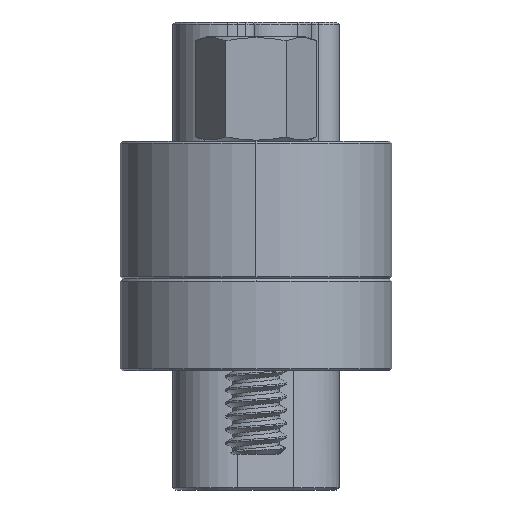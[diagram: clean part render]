
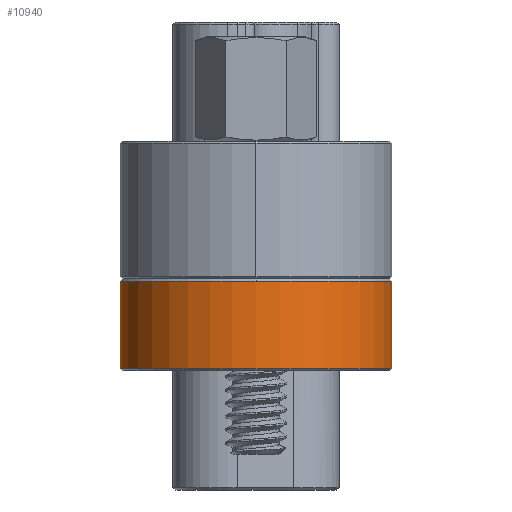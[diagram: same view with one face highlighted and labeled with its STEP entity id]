
A CAD part, left-side view. The second image highlights one B-rep face of the part: STEP entity #10940.
In plain terms, the highlighted cylindrical face has radius 6.5 mm (diameter 13 mm), a partial arc.
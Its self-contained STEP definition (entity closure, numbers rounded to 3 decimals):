
#1017 = CARTESIAN_POINT ( 'NONE',  ( -9.1, 0., -0.1 ) ) ;
#2674 = VERTEX_POINT ( 'NONE', #5809 ) ;
#3227 = DIRECTION ( 'NONE',  ( 0., 0., -1. ) ) ;
#4202 = ORIENTED_EDGE ( 'NONE', *, *, #16698, .T. ) ;
#5161 = DIRECTION ( 'NONE',  ( 1., 0., 0. ) ) ;
#5284 = CARTESIAN_POINT ( 'NONE',  ( -9.1, 0., -0.1 ) ) ;
#5677 = CARTESIAN_POINT ( 'NONE',  ( -9.1, 0., -4.3 ) ) ;
#5809 = CARTESIAN_POINT ( 'NONE',  ( -9.1, 6.5, -0.1 ) ) ;
#6608 = EDGE_CURVE ( 'NONE', #16052, #2674, #9589, .T. ) ;
#8282 = DIRECTION ( 'NONE',  ( 1., 0., 0. ) ) ;
#9589 = LINE ( 'NONE', #18032, #15315 ) ;
#9836 = DIRECTION ( 'NONE',  ( 1., 0., 0. ) ) ;
#10220 = DIRECTION ( 'NONE',  ( 0., 0., 1. ) ) ;
#10432 = DIRECTION ( 'NONE',  ( 1., 0., 0. ) ) ;
#10940 = ADVANCED_FACE ( 'NONE', ( #27135 ), #14313, .T. ) ;
#11278 = ORIENTED_EDGE ( 'NONE', *, *, #25002, .T. ) ;
#11301 = AXIS2_PLACEMENT_3D ( 'NONE', #1017, #19932, #5161 ) ;
#12230 = CARTESIAN_POINT ( 'NONE',  ( -9.1, 0., -4.4 ) ) ;
#12507 = ORIENTED_EDGE ( 'NONE', *, *, #6608, .F. ) ;
#12922 = CARTESIAN_POINT ( 'NONE',  ( -9.1, -6.5, -4.3 ) ) ;
#13642 = CARTESIAN_POINT ( 'NONE',  ( -9.1, -6.5, -4.4 ) ) ;
#13821 = CIRCLE ( 'NONE', #27057, 6.5 ) ;
#13857 = CARTESIAN_POINT ( 'NONE',  ( -9.1, -6.5, -0.1 ) ) ;
#14313 = CYLINDRICAL_SURFACE ( 'NONE', #18510, 6.5 ) ;
#15315 = VECTOR ( 'NONE', #26709, 1000. ) ;
#16052 = VERTEX_POINT ( 'NONE', #24931 ) ;
#16698 = EDGE_CURVE ( 'NONE', #24939, #18444, #13821, .T. ) ;
#17937 = CIRCLE ( 'NONE', #20122, 6.5 ) ;
#18032 = CARTESIAN_POINT ( 'NONE',  ( -9.1, 6.5, -4.4 ) ) ;
#18040 = VERTEX_POINT ( 'NONE', #12922 ) ;
#18188 = VECTOR ( 'NONE', #22062, 1000. ) ;
#18444 = VERTEX_POINT ( 'NONE', #25618 ) ;
#18510 = AXIS2_PLACEMENT_3D ( 'NONE', #12230, #20666, #10432 ) ;
#19932 = DIRECTION ( 'NONE',  ( 0., 0., -1. ) ) ;
#20049 = EDGE_CURVE ( 'NONE', #18444, #2674, #24531, .T. ) ;
#20122 = AXIS2_PLACEMENT_3D ( 'NONE', #5677, #10220, #8282 ) ;
#20666 = DIRECTION ( 'NONE',  ( 0., 0., 1. ) ) ;
#22062 = DIRECTION ( 'NONE',  ( 0., 0., 1. ) ) ;
#22072 = EDGE_CURVE ( 'NONE', #16052, #18040, #17937, .T. ) ;
#22382 = ORIENTED_EDGE ( 'NONE', *, *, #20049, .T. ) ;
#24001 = ORIENTED_EDGE ( 'NONE', *, *, #22072, .T. ) ;
#24531 = CIRCLE ( 'NONE', #11301, 6.5 ) ;
#24931 = CARTESIAN_POINT ( 'NONE',  ( -9.1, 6.5, -4.3 ) ) ;
#24939 = VERTEX_POINT ( 'NONE', #13857 ) ;
#25002 = EDGE_CURVE ( 'NONE', #18040, #24939, #26059, .T. ) ;
#25618 = CARTESIAN_POINT ( 'NONE',  ( -15.6, 0., -0.1 ) ) ;
#26059 = LINE ( 'NONE', #13642, #18188 ) ;
#26709 = DIRECTION ( 'NONE',  ( 0., 0., 1. ) ) ;
#26773 = EDGE_LOOP ( 'NONE', ( #12507, #24001, #11278, #4202, #22382 ) ) ;
#27057 = AXIS2_PLACEMENT_3D ( 'NONE', #5284, #3227, #9836 ) ;
#27135 = FACE_OUTER_BOUND ( 'NONE', #26773, .T. ) ;
